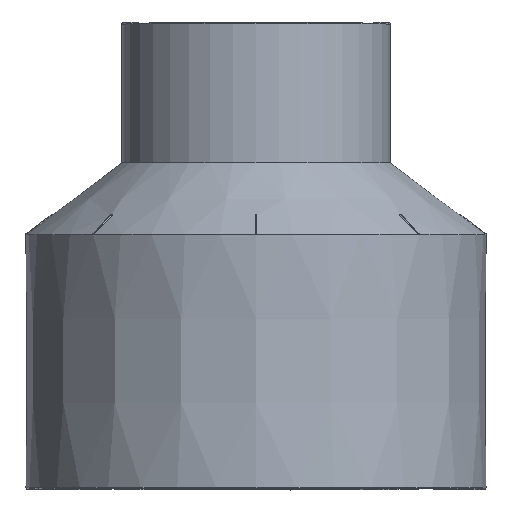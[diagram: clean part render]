
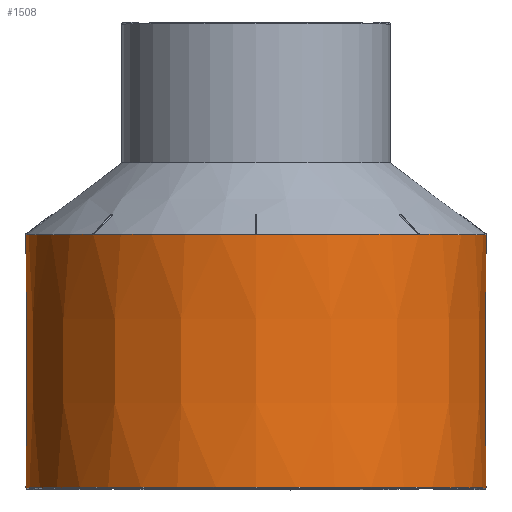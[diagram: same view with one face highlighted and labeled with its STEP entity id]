
A CAD part, top view. The second image highlights one B-rep face of the part: STEP entity #1508.
In plain terms, the highlighted conical face has half-angle 0.042 degrees and reference radius 62.5 mm.
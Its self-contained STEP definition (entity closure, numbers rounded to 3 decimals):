
#1487=CONICAL_SURFACE('',#24509,62.5,0.042);
#1508=ADVANCED_FACE('',(#6704,#6705),#1487,.T.);
#6485=CIRCLE('',#24421,62.55);
#6486=CIRCLE('',#24422,62.55);
#6487=CIRCLE('',#24423,62.55);
#6488=CIRCLE('',#24424,62.55);
#6489=CIRCLE('',#24425,62.55);
#6490=CIRCLE('',#24426,62.55);
#6491=CIRCLE('',#24427,62.55);
#6492=CIRCLE('',#24428,62.55);
#6559=CIRCLE('',#24507,62.5);
#6560=CIRCLE('',#24508,62.55);
#6704=FACE_BOUND('',#6798,.T.);
#6705=FACE_BOUND('',#6799,.T.);
#6798=EDGE_LOOP('',(#9212));
#6799=EDGE_LOOP('',(#9213,#9214,#9215,#9216,#9217,#9218,#9219,#9220,#9221,
#9222,#9223,#9224,#9225,#9226,#9227,#9228));
#9212=ORIENTED_EDGE('',*,*,#19285,.T.);
#9213=ORIENTED_EDGE('',*,*,#19116,.T.);
#9214=ORIENTED_EDGE('',*,*,#19286,.T.);
#9215=ORIENTED_EDGE('',*,*,#19172,.T.);
#9216=ORIENTED_EDGE('',*,*,#19287,.T.);
#9217=ORIENTED_EDGE('',*,*,#19164,.T.);
#9218=ORIENTED_EDGE('',*,*,#19288,.T.);
#9219=ORIENTED_EDGE('',*,*,#19156,.T.);
#9220=ORIENTED_EDGE('',*,*,#19289,.T.);
#9221=ORIENTED_EDGE('',*,*,#19148,.T.);
#9222=ORIENTED_EDGE('',*,*,#19290,.T.);
#9223=ORIENTED_EDGE('',*,*,#19140,.T.);
#9224=ORIENTED_EDGE('',*,*,#19291,.T.);
#9225=ORIENTED_EDGE('',*,*,#19132,.T.);
#9226=ORIENTED_EDGE('',*,*,#19292,.T.);
#9227=ORIENTED_EDGE('',*,*,#19124,.T.);
#9228=ORIENTED_EDGE('',*,*,#19293,.T.);
#16609=VERTEX_POINT('',#35752);
#16610=VERTEX_POINT('',#35754);
#16617=VERTEX_POINT('',#35840);
#16618=VERTEX_POINT('',#35842);
#16625=VERTEX_POINT('',#35928);
#16626=VERTEX_POINT('',#35930);
#16633=VERTEX_POINT('',#36016);
#16634=VERTEX_POINT('',#36018);
#16641=VERTEX_POINT('',#36104);
#16642=VERTEX_POINT('',#36106);
#16649=VERTEX_POINT('',#36192);
#16650=VERTEX_POINT('',#36194);
#16657=VERTEX_POINT('',#36280);
#16658=VERTEX_POINT('',#36282);
#16665=VERTEX_POINT('',#36368);
#16666=VERTEX_POINT('',#36370);
#16752=VERTEX_POINT('',#36751);
#19116=EDGE_CURVE('',#16610,#16609,#6485,.T.);
#19124=EDGE_CURVE('',#16618,#16617,#6486,.T.);
#19132=EDGE_CURVE('',#16626,#16625,#6487,.T.);
#19140=EDGE_CURVE('',#16634,#16633,#6488,.T.);
#19148=EDGE_CURVE('',#16642,#16641,#6489,.T.);
#19156=EDGE_CURVE('',#16650,#16649,#6490,.T.);
#19164=EDGE_CURVE('',#16658,#16657,#6491,.T.);
#19172=EDGE_CURVE('',#16666,#16665,#6492,.T.);
#19285=EDGE_CURVE('',#16752,#16752,#6559,.T.);
#19286=EDGE_CURVE('',#16609,#16666,#22924,.T.);
#19287=EDGE_CURVE('',#16665,#16658,#22925,.T.);
#19288=EDGE_CURVE('',#16657,#16650,#22926,.T.);
#19289=EDGE_CURVE('',#16649,#16642,#22927,.T.);
#19290=EDGE_CURVE('',#16641,#16634,#22928,.T.);
#19291=EDGE_CURVE('',#16633,#16626,#22929,.T.);
#19292=EDGE_CURVE('',#16625,#16618,#22930,.T.);
#19293=EDGE_CURVE('',#16617,#16610,#6560,.T.);
#22924=B_SPLINE_CURVE_WITH_KNOTS('',3,(#36752,#36753,#36754,#36755,#36756,
#36757,#36758),.UNSPECIFIED.,.F.,.F.,(4,3,4),(0.,0.118,1.),
 .UNSPECIFIED.);
#22925=B_SPLINE_CURVE_WITH_KNOTS('',3,(#36759,#36760,#36761,#36762,#36763,
#36764,#36765),.UNSPECIFIED.,.F.,.F.,(4,3,4),(0.,0.118,1.),
 .UNSPECIFIED.);
#22926=B_SPLINE_CURVE_WITH_KNOTS('',3,(#36766,#36767,#36768,#36769,#36770,
#36771,#36772),.UNSPECIFIED.,.F.,.F.,(4,3,4),(0.,0.118,1.),
 .UNSPECIFIED.);
#22927=B_SPLINE_CURVE_WITH_KNOTS('',3,(#36773,#36774,#36775,#36776,#36777,
#36778,#36779),.UNSPECIFIED.,.F.,.F.,(4,3,4),(0.,0.118,1.),
 .UNSPECIFIED.);
#22928=B_SPLINE_CURVE_WITH_KNOTS('',3,(#36780,#36781,#36782,#36783,#36784,
#36785,#36786),.UNSPECIFIED.,.F.,.F.,(4,3,4),(0.,0.118,1.),
 .UNSPECIFIED.);
#22929=B_SPLINE_CURVE_WITH_KNOTS('',3,(#36787,#36788,#36789,#36790,#36791,
#36792,#36793),.UNSPECIFIED.,.F.,.F.,(4,3,4),(0.,0.118,1.),
 .UNSPECIFIED.);
#22930=B_SPLINE_CURVE_WITH_KNOTS('',3,(#36794,#36795,#36796,#36797,#36798,
#36799,#36800),.UNSPECIFIED.,.F.,.F.,(4,3,4),(0.,0.118,1.),
 .UNSPECIFIED.);
#24421=AXIS2_PLACEMENT_3D('',#35753,#26010,#26011);
#24422=AXIS2_PLACEMENT_3D('',#35841,#26012,#26013);
#24423=AXIS2_PLACEMENT_3D('',#35929,#26014,#26015);
#24424=AXIS2_PLACEMENT_3D('',#36017,#26016,#26017);
#24425=AXIS2_PLACEMENT_3D('',#36105,#26018,#26019);
#24426=AXIS2_PLACEMENT_3D('',#36193,#26020,#26021);
#24427=AXIS2_PLACEMENT_3D('',#36281,#26022,#26023);
#24428=AXIS2_PLACEMENT_3D('',#36369,#26024,#26025);
#24507=AXIS2_PLACEMENT_3D('',#36750,#26204,#26205);
#24508=AXIS2_PLACEMENT_3D('',#36801,#26206,#26207);
#24509=AXIS2_PLACEMENT_3D('',#36802,#26208,#26209);
#26010=DIRECTION('',(0.,-1.,0.));
#26011=DIRECTION('',(0.,0.,-1.));
#26012=DIRECTION('',(0.,-1.,0.));
#26013=DIRECTION('',(0.,0.,-1.));
#26014=DIRECTION('',(0.,-1.,0.));
#26015=DIRECTION('',(0.,0.,-1.));
#26016=DIRECTION('',(0.,-1.,0.));
#26017=DIRECTION('',(0.,0.,-1.));
#26018=DIRECTION('',(0.,-1.,0.));
#26019=DIRECTION('',(0.,0.,-1.));
#26020=DIRECTION('',(0.,-1.,0.));
#26021=DIRECTION('',(0.,0.,-1.));
#26022=DIRECTION('',(0.,-1.,0.));
#26023=DIRECTION('',(0.,0.,-1.));
#26024=DIRECTION('',(0.,-1.,0.));
#26025=DIRECTION('',(0.,0.,-1.));
#26204=DIRECTION('',(0.,1.,0.));
#26205=DIRECTION('',(0.,0.,-1.));
#26206=DIRECTION('',(0.,-1.,0.));
#26207=DIRECTION('',(0.,0.,-1.));
#26208=DIRECTION('',(0.,1.,0.));
#26209=DIRECTION('',(0.,0.,1.));
#35752=CARTESIAN_POINT('',(8860.336,-731.098,-190.226));
#35753=CARTESIAN_POINT('',(8904.569,-731.098,-146.));
#35754=CARTESIAN_POINT('',(8842.019,-731.098,-146.005));
#35840=CARTESIAN_POINT('',(8842.019,-731.098,-145.995));
#35841=CARTESIAN_POINT('',(8904.569,-731.098,-146.));
#35842=CARTESIAN_POINT('',(8860.336,-731.098,-101.774));
#35928=CARTESIAN_POINT('',(8860.343,-731.098,-101.767));
#35929=CARTESIAN_POINT('',(8904.569,-731.098,-146.));
#35930=CARTESIAN_POINT('',(8904.564,-731.098,-83.45));
#36016=CARTESIAN_POINT('',(8904.574,-731.098,-83.45));
#36017=CARTESIAN_POINT('',(8904.569,-731.098,-146.));
#36018=CARTESIAN_POINT('',(8948.795,-731.098,-101.767));
#36104=CARTESIAN_POINT('',(8948.802,-731.098,-101.774));
#36105=CARTESIAN_POINT('',(8904.569,-731.098,-146.));
#36106=CARTESIAN_POINT('',(8967.119,-731.098,-145.995));
#36192=CARTESIAN_POINT('',(8967.119,-731.098,-146.005));
#36193=CARTESIAN_POINT('',(8904.569,-731.098,-146.));
#36194=CARTESIAN_POINT('',(8948.802,-731.098,-190.226));
#36280=CARTESIAN_POINT('',(8948.795,-731.098,-190.233));
#36281=CARTESIAN_POINT('',(8904.569,-731.098,-146.));
#36282=CARTESIAN_POINT('',(8904.574,-731.098,-208.55));
#36368=CARTESIAN_POINT('',(8904.564,-731.098,-208.55));
#36369=CARTESIAN_POINT('',(8904.569,-731.098,-146.));
#36370=CARTESIAN_POINT('',(8860.343,-731.098,-190.233));
#36750=CARTESIAN_POINT('',(8904.569,-799.849,-146.));
#36751=CARTESIAN_POINT('',(8904.569,-799.849,-208.5));
#36752=CARTESIAN_POINT('',(8860.336,-731.098,-190.226));
#36753=CARTESIAN_POINT('',(8860.336,-731.098,-190.226));
#36754=CARTESIAN_POINT('',(8860.337,-731.098,-190.227));
#36755=CARTESIAN_POINT('',(8860.337,-731.098,-190.227));
#36756=CARTESIAN_POINT('',(8860.339,-731.098,-190.229));
#36757=CARTESIAN_POINT('',(8860.341,-731.098,-190.231));
#36758=CARTESIAN_POINT('',(8860.343,-731.098,-190.233));
#36759=CARTESIAN_POINT('',(8904.564,-731.098,-208.55));
#36760=CARTESIAN_POINT('',(8904.565,-731.098,-208.55));
#36761=CARTESIAN_POINT('',(8904.565,-731.098,-208.55));
#36762=CARTESIAN_POINT('',(8904.565,-731.098,-208.55));
#36763=CARTESIAN_POINT('',(8904.568,-731.098,-208.55));
#36764=CARTESIAN_POINT('',(8904.571,-731.098,-208.55));
#36765=CARTESIAN_POINT('',(8904.574,-731.098,-208.55));
#36766=CARTESIAN_POINT('',(8948.795,-731.098,-190.233));
#36767=CARTESIAN_POINT('',(8948.795,-731.098,-190.233));
#36768=CARTESIAN_POINT('',(8948.796,-731.098,-190.232));
#36769=CARTESIAN_POINT('',(8948.796,-731.098,-190.232));
#36770=CARTESIAN_POINT('',(8948.798,-731.098,-190.23));
#36771=CARTESIAN_POINT('',(8948.8,-731.098,-190.228));
#36772=CARTESIAN_POINT('',(8948.802,-731.098,-190.226));
#36773=CARTESIAN_POINT('',(8967.119,-731.098,-146.005));
#36774=CARTESIAN_POINT('',(8967.119,-731.098,-146.005));
#36775=CARTESIAN_POINT('',(8967.119,-731.098,-146.004));
#36776=CARTESIAN_POINT('',(8967.119,-731.098,-146.004));
#36777=CARTESIAN_POINT('',(8967.119,-731.098,-146.001));
#36778=CARTESIAN_POINT('',(8967.119,-731.098,-145.998));
#36779=CARTESIAN_POINT('',(8967.119,-731.098,-145.995));
#36780=CARTESIAN_POINT('',(8948.802,-731.098,-101.774));
#36781=CARTESIAN_POINT('',(8948.802,-731.098,-101.774));
#36782=CARTESIAN_POINT('',(8948.802,-731.098,-101.773));
#36783=CARTESIAN_POINT('',(8948.801,-731.098,-101.773));
#36784=CARTESIAN_POINT('',(8948.799,-731.098,-101.771));
#36785=CARTESIAN_POINT('',(8948.797,-731.098,-101.769));
#36786=CARTESIAN_POINT('',(8948.795,-731.098,-101.767));
#36787=CARTESIAN_POINT('',(8904.574,-731.098,-83.45));
#36788=CARTESIAN_POINT('',(8904.574,-731.098,-83.45));
#36789=CARTESIAN_POINT('',(8904.573,-731.098,-83.45));
#36790=CARTESIAN_POINT('',(8904.573,-731.098,-83.45));
#36791=CARTESIAN_POINT('',(8904.57,-731.098,-83.45));
#36792=CARTESIAN_POINT('',(8904.567,-731.098,-83.45));
#36793=CARTESIAN_POINT('',(8904.564,-731.098,-83.45));
#36794=CARTESIAN_POINT('',(8860.343,-731.098,-101.767));
#36795=CARTESIAN_POINT('',(8860.343,-731.098,-101.767));
#36796=CARTESIAN_POINT('',(8860.343,-731.098,-101.768));
#36797=CARTESIAN_POINT('',(8860.342,-731.098,-101.768));
#36798=CARTESIAN_POINT('',(8860.34,-731.098,-101.77));
#36799=CARTESIAN_POINT('',(8860.338,-731.098,-101.772));
#36800=CARTESIAN_POINT('',(8860.336,-731.098,-101.774));
#36801=CARTESIAN_POINT('',(8904.569,-731.098,-146.));
#36802=CARTESIAN_POINT('',(8904.569,-800.098,-146.));
